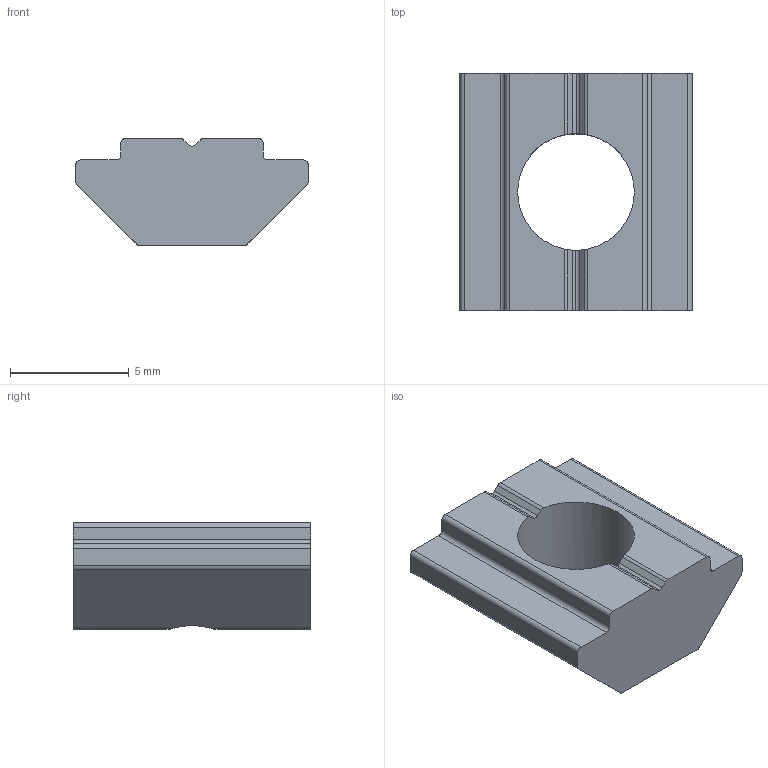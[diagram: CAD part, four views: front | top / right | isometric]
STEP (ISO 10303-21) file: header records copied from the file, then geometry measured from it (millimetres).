
FILE_DESCRIPTION (( 'STEP AP203' ), '1' );
FILE_NAME ('462514102.STEP', '2022-08-11T16:49:48', ( '' ), ( '' ), 'SwSTEP 2.0', 'SolidWorks 2014', '' );
FILE_SCHEMA (( 'CONFIG_CONTROL_DESIGN' ));
Length unit declared in the file: millimetre
Products named in the file (1): 462514102
Bounding box: 9.8 x 10 x 4.5 mm (x, y, z)
Volume: 252.8 mm3; surface area: 349.4 mm2
Topology: 1 solids, 1 shells, 40 faces, 120 edges, 80 vertices
Faces by surface type: cylinder 22, plane 18
Entity records: 1451 total; most frequent: CARTESIAN_POINT 301, ORIENTED_EDGE 240, DIRECTION 216, EDGE_CURVE 120, VERTEX_POINT 80, AXIS2_PLACEMENT_3D 75, LINE 66, VECTOR 66
